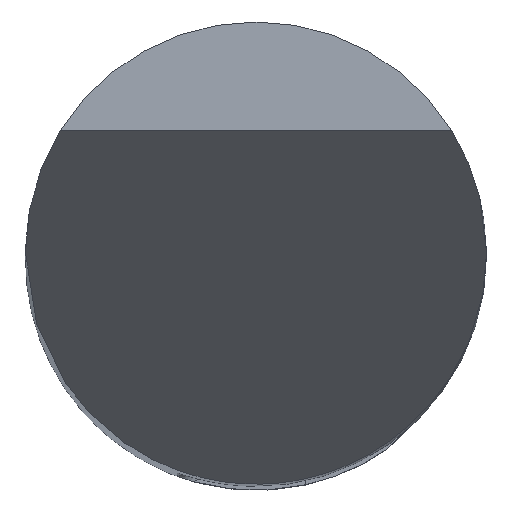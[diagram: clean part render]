
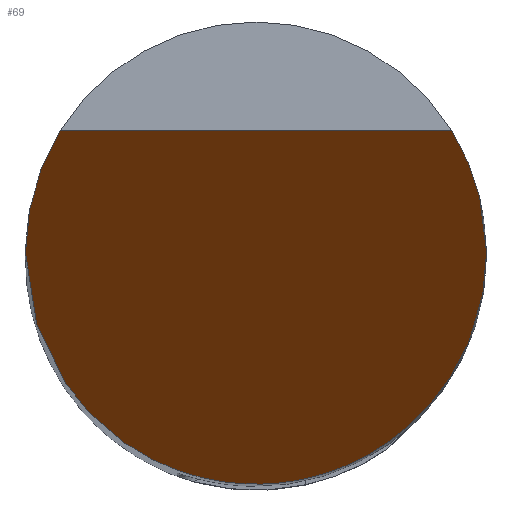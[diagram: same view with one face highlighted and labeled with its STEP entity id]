
A CAD part, top view. The second image highlights one B-rep face of the part: STEP entity #69.
In plain terms, the highlighted planar face has unit normal (0, -0.866, 0.5).
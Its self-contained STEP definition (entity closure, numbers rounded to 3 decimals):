
#47=PLANE('',#562);
#69=ADVANCED_FACE('',(#104),#47,.T.);
#104=FACE_OUTER_BOUND('',#132,.T.);
#132=EDGE_LOOP('',(#197,#198,#199,#200));
#157=(
BOUNDED_CURVE()
B_SPLINE_CURVE(3,(#782,#783,#784,#785),.UNSPECIFIED.,.F.,.F.)
B_SPLINE_CURVE_WITH_KNOTS((4,4),(0.,1.),.UNSPECIFIED.)
CURVE()
GEOMETRIC_REPRESENTATION_ITEM()
RATIONAL_B_SPLINE_CURVE((1.,0.974,0.974,1.))
REPRESENTATION_ITEM('')
);
#158=(
BOUNDED_CURVE()
B_SPLINE_CURVE(3,(#787,#788,#789,#790),.UNSPECIFIED.,.F.,.F.)
B_SPLINE_CURVE_WITH_KNOTS((4,4),(0.,1.),.UNSPECIFIED.)
CURVE()
GEOMETRIC_REPRESENTATION_ITEM()
RATIONAL_B_SPLINE_CURVE((1.,0.333,0.333,1.))
REPRESENTATION_ITEM('')
);
#159=(
BOUNDED_CURVE()
B_SPLINE_CURVE(3,(#792,#793,#794,#795),.UNSPECIFIED.,.F.,.F.)
B_SPLINE_CURVE_WITH_KNOTS((4,4),(0.,1.),.UNSPECIFIED.)
CURVE()
GEOMETRIC_REPRESENTATION_ITEM()
RATIONAL_B_SPLINE_CURVE((1.,0.974,0.974,1.))
REPRESENTATION_ITEM('')
);
#197=ORIENTED_EDGE('',*,*,#378,.T.);
#198=ORIENTED_EDGE('',*,*,#379,.T.);
#199=ORIENTED_EDGE('',*,*,#380,.T.);
#200=ORIENTED_EDGE('',*,*,#381,.T.);
#330=VERTEX_POINT('',#778);
#331=VERTEX_POINT('',#779);
#332=VERTEX_POINT('',#786);
#333=VERTEX_POINT('',#791);
#378=EDGE_CURVE('',#330,#331,#435,.T.);
#379=EDGE_CURVE('',#331,#332,#157,.T.);
#380=EDGE_CURVE('',#332,#333,#158,.T.);
#381=EDGE_CURVE('',#333,#330,#159,.T.);
#435=LINE('',#780,#471);
#471=VECTOR('',#620,1.);
#562=AXIS2_PLACEMENT_3D('',#796,#623,#624);
#620=DIRECTION('',(-1.,0.,0.));
#623=DIRECTION('',(0.,-0.866,0.5));
#624=DIRECTION('',(0.,-0.5,-0.866));
#778=CARTESIAN_POINT('',(2.545,1.588,2.75));
#779=CARTESIAN_POINT('',(-2.545,1.588,2.75));
#780=CARTESIAN_POINT('',(-77.022,1.588,2.75));
#782=CARTESIAN_POINT('',(-2.545,1.588,2.75));
#783=CARTESIAN_POINT('',(-2.844,1.108,1.92));
#784=CARTESIAN_POINT('',(-3.,0.565,0.979));
#785=CARTESIAN_POINT('',(-3.,0.,0.));
#786=CARTESIAN_POINT('',(-3.,0.,0.));
#787=CARTESIAN_POINT('',(-3.,0.,0.));
#788=CARTESIAN_POINT('',(-3.,-6.,-10.392));
#789=CARTESIAN_POINT('',(3.,-6.,-10.392));
#790=CARTESIAN_POINT('',(3.,0.,0.));
#791=CARTESIAN_POINT('',(3.,0.,0.));
#792=CARTESIAN_POINT('',(3.,0.,0.));
#793=CARTESIAN_POINT('',(3.,0.565,0.979));
#794=CARTESIAN_POINT('',(2.844,1.108,1.92));
#795=CARTESIAN_POINT('',(2.545,1.588,2.75));
#796=CARTESIAN_POINT('',(-77.022,4.054,7.021));
